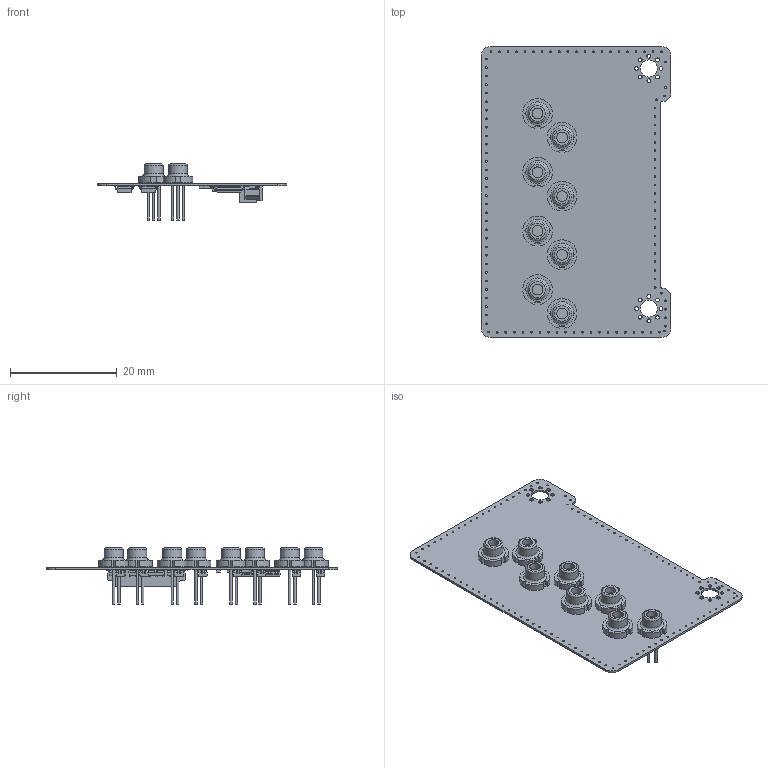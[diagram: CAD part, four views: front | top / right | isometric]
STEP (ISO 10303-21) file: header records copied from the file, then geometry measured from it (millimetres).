
FILE_DESCRIPTION(('Open CASCADE Model'),'2;1');
FILE_NAME('Open CASCADE Shape Model','2025-05-26T03:13:01',('Author'),( 'Open CASCADE'),'Open CASCADE STEP processor 7.5','Open CASCADE 7.5' ,'Unknown');
FILE_SCHEMA(('AUTOMOTIVE_DESIGN { 1 0 10303 214 1 1 1 1 }'));
Length unit declared in the file: millimetre
Products named in the file (39): PCB; Board; Open CASCADE STEP translator 7.5 1.1.1; D8; User Library-SOD-123; D7; D6; D5; D4; D3; D2; D1; LD8; Laser diode ML101J25; LD7; LD6; LD5; LD4; LD3; LD2; LD1; R2; User Library-SMD RESISTOR-1 (3); C2; User Library-0603 SMD Capacitor; C1; U1; User Library-IPC SO; J1; 532610871; R6; TVS1; SW3DPS-SOT-23-DEFAULT; TVS2; TVS3; TVS4; R5; R4; R3
Assembly tree (60 placements, depth 3):
  PCB
    Board
      Open CASCADE STEP translator 7.5 1.1.1
    D8
      User Library-SOD-123
    D7
      User Library-SOD-123
    D6
      User Library-SOD-123
    D5
      User Library-SOD-123
    D4
      User Library-SOD-123
    D3
      User Library-SOD-123
    D2
      User Library-SOD-123
    D1
      User Library-SOD-123
    LD8
      Laser diode ML101J25
    LD7
      Laser diode ML101J25
    LD6
      Laser diode ML101J25
    LD5
      Laser diode ML101J25
    LD4
      Laser diode ML101J25
    LD3
      Laser diode ML101J25
    LD2
      Laser diode ML101J25
    LD1
      Laser diode ML101J25
    R2
      User Library-SMD RESISTOR-1 (3)
    C2
      User Library-0603 SMD Capacitor
    C1
      User Library-0603 SMD Capacitor
    U1
      User Library-IPC SO
    J1
      532610871
    R6
      User Library-SMD RESISTOR-1 (3)
    TVS1
      SW3DPS-SOT-23-DEFAULT
    TVS2
      SW3DPS-SOT-23-DEFAULT
    TVS3
      SW3DPS-SOT-23-DEFAULT
    TVS4
      SW3DPS-SOT-23-DEFAULT
    R5
      User Library-SMD RESISTOR-1 (3)
    R4
      User Library-SMD RESISTOR-1 (3)
    R3
Bounding box: 35.5 x 54.5 x 10.5 mm (x, y, z)
Volume: 1374.5 mm3; surface area: 5617.1 mm2
Topology: 45 solids, 45 shells, 2394 faces, 7020 edges, 5004 vertices
Faces by surface type: plane 1513, cylinder 510, bspline 323, torus 32, sphere 16
Full cylindrical faces by diameter (mm): 0.3 x106, 0.45 x24, 0.5 x16, 0.7 x24, 1 x8, 2 x8, 3.2 x2, 3.55 x8, 3.8 x8
Entity records: 46196 total; most frequent: CARTESIAN_POINT 12401, ORIENTED_EDGE 6120, DIRECTION 5603, EDGE_CURVE 3060, LINE 2193, VECTOR 2193, VERTEX_POINT 2036, AXIS2_PLACEMENT_3D 1705
